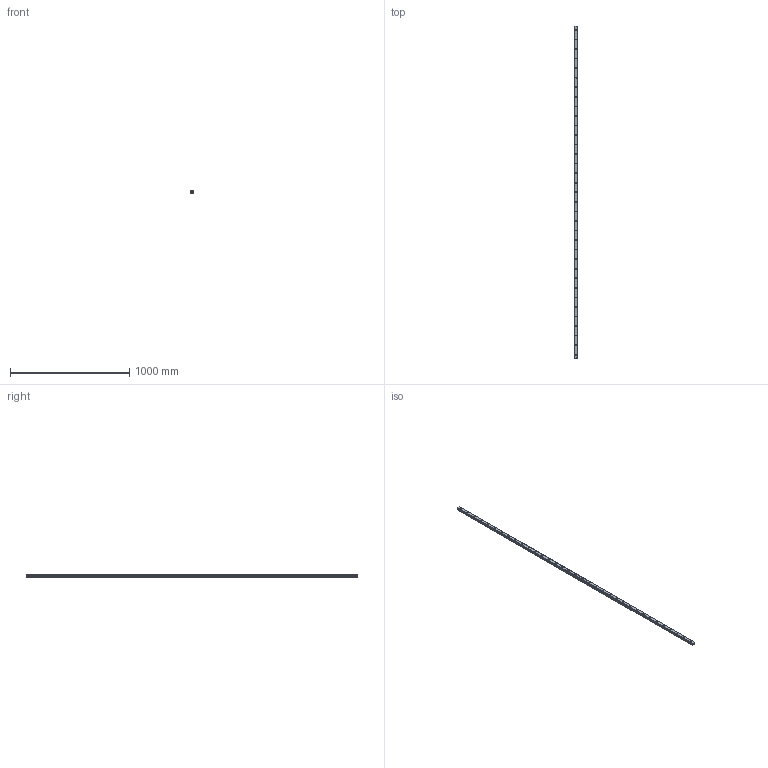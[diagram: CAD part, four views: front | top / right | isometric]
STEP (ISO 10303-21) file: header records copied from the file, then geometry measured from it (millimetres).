
FILE_DESCRIPTION(('STEP AP214'),'1');
FILE_NAME('cctmp_669FE4EF-1010-4E6F-8F40-79FC9BD43A56_2021_02_10_13_28_29_0463..stp','2021-02-10T12:28:29',('HIWIN GmbH'),('CADClick - www.CADClick.com'),'Spatial InterOp 3D',' ','unknown authorization');
FILE_SCHEMA(('AUTOMOTIVE_DESIGN'));
Length unit declared in the file: millimetre
Products named in the file (1): EGR30R2780C_FILE
Bounding box: 28 x 2780 x 23 mm (x, y, z)
Volume: 1553903.5 mm3; surface area: 312365.1 mm2
Topology: 1 solids, 1 shells, 418 faces, 921 edges, 614 vertices
Faces by surface type: cylinder 228, plane 190
Entity records: 15069 total; most frequent: DIRECTION 2215, CARTESIAN_POINT 1954, ORIENTED_EDGE 1842, EDGE_CURVE 921, AXIS2_PLACEMENT_3D 875, VERTEX_POINT 614, EDGE_LOOP 527, LINE 465
